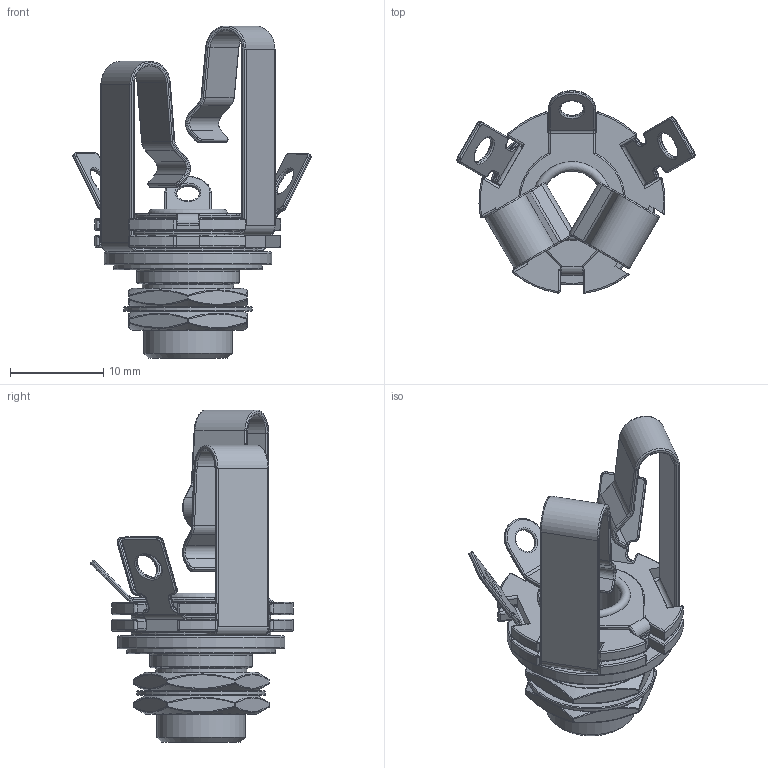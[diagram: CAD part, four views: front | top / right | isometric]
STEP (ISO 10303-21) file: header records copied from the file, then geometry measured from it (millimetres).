
FILE_DESCRIPTION(/* description */ (''),/* implementation_level */ '2;1');
FILE_NAME(/* name */ 'InputJack_Cover_Assembly.stp',/* time_stamp */ '2015-08-13T16:38:53+02:00',/* author */ ('Peter'),/* organization */ (''),/* preprocessor_version */ 'ST-DEVELOPER v15.6',/* originating_system */ 'Autodesk Inventor 2015',/* authorisation */ '');
FILE_SCHEMA (('AUTOMOTIVE_DESIGN { 1 0 10303 214 3 1 1 }'));
Length unit declared in the file: millimetre
Products named in the file (8): InputJack_shield; InputJack_partition1; InputJack_partition2; InputJack_nut; InputJack_Washer; InputJack_signal2; InputJack_signal1; InputJack_Cover_Assembly
Assembly tree (9 placements, depth 2):
  InputJack_Cover_Assembly
    InputJack_shield
    InputJack_partition1
    InputJack_partition2  x2
    InputJack_nut  x2
    InputJack_Washer
    InputJack_signal2
    InputJack_signal1
Bounding box: 25.62 x 21.81 x 35.7 mm (x, y, z)
Volume: 2154.4 mm3; surface area: 5167.4 mm2
Topology: 9 solids, 9 shells, 747 faces, 1646 edges, 900 vertices
Faces by surface type: cylinder 270, torus 184, plane 172, bspline 88, sphere 24, cone 9
Full cylindrical faces by diameter (mm): 2.5 x1, 3 x2, 6.5 x1, 8.661 x2, 9.525 x6, 9.8 x1, 11 x5, 13.8 x1, 16 x1, 18 x1
Entity records: 16787 total; most frequent: CARTESIAN_POINT 3624, DIRECTION 3069, ORIENTED_EDGE 2476, AXIS2_PLACEMENT_3D 1306, EDGE_CURVE 1238, VERTEX_POINT 707, CIRCLE 703, EDGE_LOOP 667
